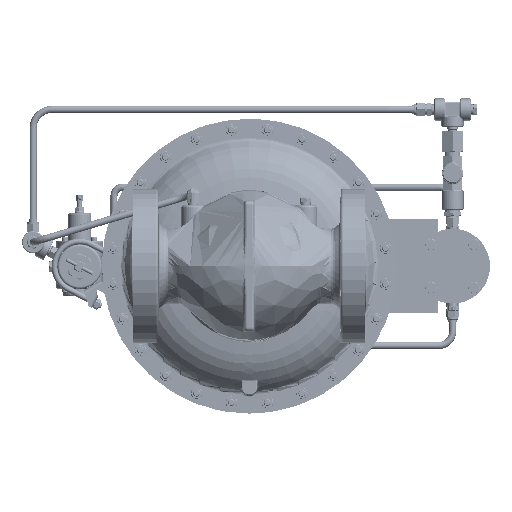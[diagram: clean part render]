
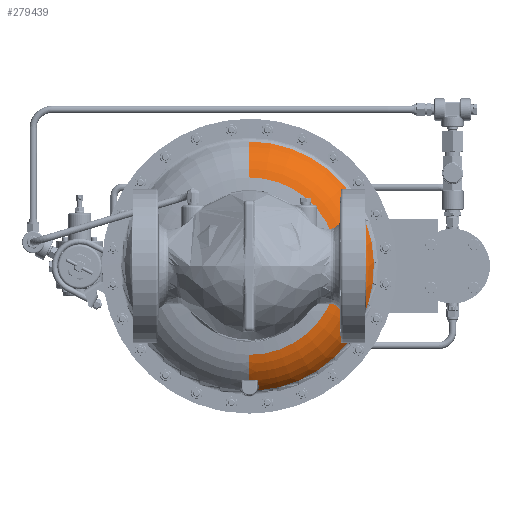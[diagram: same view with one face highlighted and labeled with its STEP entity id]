
A CAD part, front view. The second image highlights one B-rep face of the part: STEP entity #279439.
In plain terms, the highlighted toroidal (fillet/blend) face has major radius 106.491 mm and minor radius 71.438 mm.
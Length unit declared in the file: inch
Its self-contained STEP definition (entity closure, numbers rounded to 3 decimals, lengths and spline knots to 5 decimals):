
#2326 = ORIENTED_EDGE ( 'NONE', *, *, #353759, .F. ) ;
#7102 = CARTESIAN_POINT ( 'NONE',  ( 0.48296, 12.94302, -6.19006 ) ) ;
#10432 = CARTESIAN_POINT ( 'NONE',  ( 0.46216, 12.87763, -6.12582 ) ) ;
#13128 = CARTESIAN_POINT ( 'NONE',  ( 0.48296, 12.94302, -6.19006 ) ) ;
#21084 = ORIENTED_EDGE ( 'NONE', *, *, #381073, .T. ) ;
#30959 = CARTESIAN_POINT ( 'NONE',  ( 0., 12.14467, 0. ) ) ;
#31485 = CARTESIAN_POINT ( 'NONE',  ( 0., 14.90381, 4.19257 ) ) ;
#33069 = VERTEX_POINT ( 'NONE', #78869 ) ;
#38508 = VERTEX_POINT ( 'NONE', #82852 ) ;
#42584 = EDGE_CURVE ( 'NONE', #242216, #38508, #205664, .T. ) ;
#65199 = VERTEX_POINT ( 'NONE', #152139 ) ;
#66252 = DIRECTION ( 'NONE',  ( 0., 0., -1. ) ) ;
#74166 = VERTEX_POINT ( 'NONE', #353420 ) ;
#75922 = CARTESIAN_POINT ( 'NONE',  ( 0.44104, 12.85516, -6.10364 ) ) ;
#77335 = CARTESIAN_POINT ( 'NONE',  ( 0.40488, 12.83332, -6.0826 ) ) ;
#78869 = CARTESIAN_POINT ( 'NONE',  ( 0., 12.14467, -4.73785 ) ) ;
#82852 = CARTESIAN_POINT ( 'NONE',  ( 0.49359, 13.25135, -6.44957 ) ) ;
#88465 = DIRECTION ( 'NONE',  ( 0., -1., 0. ) ) ;
#104196 = DIRECTION ( 'NONE',  ( 0., 0., 1. ) ) ;
#106577 = CARTESIAN_POINT ( 'NONE',  ( 0.48249, 12.92939, -6.1768 ) ) ;
#107997 = CARTESIAN_POINT ( 'NONE',  ( 0.35904, 12.825, -6.07637 ) ) ;
#108025 = TOROIDAL_SURFACE ( 'NONE', #335531, 4.19257, 2.8125 ) ;
#113555 = CARTESIAN_POINT ( 'NONE',  ( 0.49524, 13.29884, -6.48403 ) ) ;
#116912 = EDGE_CURVE ( 'NONE', #129080, #331470, #244000, .T. ) ;
#121306 = EDGE_LOOP ( 'NONE', ( #281611, #262505, #306558, #2326, #342639, #122549, #21084, #381305, #218796 ) ) ;
#122549 = ORIENTED_EDGE ( 'NONE', *, *, #364554, .T. ) ;
#123274 = CIRCLE ( 'NONE', #283357, 6.65423 ) ;
#126225 = EDGE_CURVE ( 'NONE', #65199, #331470, #295744, .T. ) ;
#129080 = VERTEX_POINT ( 'NONE', #229968 ) ;
#129721 = DIRECTION ( 'NONE',  ( 0., 0., -1. ) ) ;
#132988 = DIRECTION ( 'NONE',  ( 1., 0., 0. ) ) ;
#137207 = CARTESIAN_POINT ( 'NONE',  ( 0.44687, 12.86058, -6.10898 ) ) ;
#139960 = CARTESIAN_POINT ( 'NONE',  ( 0.36861, 12.825, -6.0758 ) ) ;
#141319 = CIRCLE ( 'NONE', #378800, 4.73785 ) ;
#152139 = CARTESIAN_POINT ( 'NONE',  ( 0., 13.54351, 6.65423 ) ) ;
#154018 = AXIS2_PLACEMENT_3D ( 'NONE', #229522, #165609, #386701 ) ;
#161746 = AXIS2_PLACEMENT_3D ( 'NONE', #30959, #321536, #129721 ) ;
#165609 = DIRECTION ( 'NONE',  ( -1., 0., 0. ) ) ;
#168583 = EDGE_CURVE ( 'NONE', #74166, #65199, #123274, .T. ) ;
#169373 = B_SPLINE_CURVE_WITH_KNOTS ( 'NONE', 3,
 ( #107997, #139960, #203822, #173249, #77335, #266302, #365084, #75922, #137207, #10432, #392912, #395713, #106577, #205201 ),
 .UNSPECIFIED., .F., .F.,
 ( 4, 2, 2, 2, 2, 2, 4 ),
 ( 0., 0.00072, 0.00144, 0.00216, 0.00288, 0.00431, 0.00575 ),
 .UNSPECIFIED. ) ;
#173249 = CARTESIAN_POINT ( 'NONE',  ( 0.39625, 12.83026, -6.07983 ) ) ;
#173652 = DIRECTION ( 'NONE',  ( 0., -1., 0. ) ) ;
#180119 = CARTESIAN_POINT ( 'NONE',  ( 0.49286, 13.3469, -6.51694 ) ) ;
#192515 = FACE_OUTER_BOUND ( 'NONE', #121306, .T. ) ;
#203822 = CARTESIAN_POINT ( 'NONE',  ( 0.37797, 12.82608, -6.07641 ) ) ;
#205201 = CARTESIAN_POINT ( 'NONE',  ( 0.48296, 12.94302, -6.19006 ) ) ;
#205664 = B_SPLINE_CURVE_WITH_KNOTS ( 'NONE', 3,
 ( #7102, #292236, #229615, #358902, #260171, #293608 ),
 .UNSPECIFIED., .F., .F.,
 ( 4, 2, 4 ),
 ( 0., 0.00513, 0.01025 ),
 .UNSPECIFIED. ) ;
#213013 = EDGE_CURVE ( 'NONE', #397862, #33069, #380922, .T. ) ;
#213547 = CARTESIAN_POINT ( 'NONE',  ( 0., 14.90381, 0. ) ) ;
#215406 = CARTESIAN_POINT ( 'NONE',  ( 0., 12.825, -6.08697 ) ) ;
#218796 = ORIENTED_EDGE ( 'NONE', *, *, #333990, .T. ) ;
#228345 = VERTEX_POINT ( 'NONE', #250056 ) ;
#229522 = CARTESIAN_POINT ( 'NONE',  ( 0., 14.90381, -4.19257 ) ) ;
#229615 = CARTESIAN_POINT ( 'NONE',  ( 0.48633, 13.04115, -6.28214 ) ) ;
#229968 = CARTESIAN_POINT ( 'NONE',  ( 4.73785, 12.14467, 0. ) ) ;
#239606 = DIRECTION ( 'NONE',  ( 0., 0., 1. ) ) ;
#242216 = VERTEX_POINT ( 'NONE', #13128 ) ;
#244000 = CIRCLE ( 'NONE', #161746, 4.73785 ) ;
#250056 = CARTESIAN_POINT ( 'NONE',  ( 0.35904, 12.825, -6.07637 ) ) ;
#251050 = DIRECTION ( 'NONE',  ( 0., 0., -1. ) ) ;
#260171 = CARTESIAN_POINT ( 'NONE',  ( 0.49171, 13.19691, -6.41007 ) ) ;
#262505 = ORIENTED_EDGE ( 'NONE', *, *, #126225, .T. ) ;
#266302 = CARTESIAN_POINT ( 'NONE',  ( 0.42081, 12.84087, -6.08973 ) ) ;
#276011 = CARTESIAN_POINT ( 'NONE',  ( 0.47321, 13.49356, -6.60972 ) ) ;
#279439 = ADVANCED_FACE ( 'NONE', ( #192515 ), #108025, .T. ) ;
#281611 = ORIENTED_EDGE ( 'NONE', *, *, #168583, .T. ) ;
#283357 = AXIS2_PLACEMENT_3D ( 'NONE', #294609, #173652, #104196 ) ;
#284545 = AXIS2_PLACEMENT_3D ( 'NONE', #363425, #334211, #239606 ) ;
#290584 = CARTESIAN_POINT ( 'NONE',  ( 0., 12.14467, 4.73785 ) ) ;
#292236 = CARTESIAN_POINT ( 'NONE',  ( 0.48461, 12.99124, -6.23697 ) ) ;
#293608 = CARTESIAN_POINT ( 'NONE',  ( 0.49359, 13.25135, -6.44957 ) ) ;
#294609 = CARTESIAN_POINT ( 'NONE',  ( 0., 13.54351, 0. ) ) ;
#295665 = CARTESIAN_POINT ( 'NONE',  ( 0.49359, 13.25135, -6.44957 ) ) ;
#295744 = CIRCLE ( 'NONE', #379055, 2.8125 ) ;
#306558 = ORIENTED_EDGE ( 'NONE', *, *, #116912, .F. ) ;
#310938 = CARTESIAN_POINT ( 'NONE',  ( 0., 12.14467, 0. ) ) ;
#321536 = DIRECTION ( 'NONE',  ( 0., -1., 0. ) ) ;
#323885 = B_SPLINE_CURVE_WITH_KNOTS ( 'NONE', 3,
 ( #295665, #113555, #180119, #403978, #276011, #402612 ),
 .UNSPECIFIED., .F., .F.,
 ( 4, 2, 4 ),
 ( 0., 0.00443, 0.00887 ),
 .UNSPECIFIED. ) ;
#331470 = VERTEX_POINT ( 'NONE', #290584 ) ;
#333990 = EDGE_CURVE ( 'NONE', #38508, #74166, #323885, .T. ) ;
#334211 = DIRECTION ( 'NONE',  ( 0., -1., 0. ) ) ;
#335531 = AXIS2_PLACEMENT_3D ( 'NONE', #213547, #88465, #374753 ) ;
#341551 = DIRECTION ( 'NONE',  ( 0., -1., 0. ) ) ;
#342639 = ORIENTED_EDGE ( 'NONE', *, *, #213013, .F. ) ;
#353420 = CARTESIAN_POINT ( 'NONE',  ( 0.46185, 13.54351, -6.63818 ) ) ;
#353759 = EDGE_CURVE ( 'NONE', #33069, #129080, #141319, .T. ) ;
#358902 = CARTESIAN_POINT ( 'NONE',  ( 0.48988, 13.14398, -6.36868 ) ) ;
#363425 = CARTESIAN_POINT ( 'NONE',  ( 0., 12.825, 0. ) ) ;
#364554 = EDGE_CURVE ( 'NONE', #397862, #228345, #376829, .T. ) ;
#365084 = CARTESIAN_POINT ( 'NONE',  ( 0.42808, 12.84536, -6.09407 ) ) ;
#374753 = DIRECTION ( 'NONE',  ( 0., 0., -1. ) ) ;
#376829 = CIRCLE ( 'NONE', #284545, 6.08697 ) ;
#378800 = AXIS2_PLACEMENT_3D ( 'NONE', #310938, #341551, #251050 ) ;
#379055 = AXIS2_PLACEMENT_3D ( 'NONE', #31485, #132988, #66252 ) ;
#380922 = CIRCLE ( 'NONE', #154018, 2.8125 ) ;
#381073 = EDGE_CURVE ( 'NONE', #228345, #242216, #169373, .T. ) ;
#381305 = ORIENTED_EDGE ( 'NONE', *, *, #42584, .T. ) ;
#386701 = DIRECTION ( 'NONE',  ( 0., 0., 1. ) ) ;
#392912 = CARTESIAN_POINT ( 'NONE',  ( 0.46954, 12.88998, -6.13806 ) ) ;
#395713 = CARTESIAN_POINT ( 'NONE',  ( 0.47978, 12.91605, -6.16374 ) ) ;
#397862 = VERTEX_POINT ( 'NONE', #215406 ) ;
#402612 = CARTESIAN_POINT ( 'NONE',  ( 0.46185, 13.54351, -6.63818 ) ) ;
#403978 = CARTESIAN_POINT ( 'NONE',  ( 0.48185, 13.44426, -6.57979 ) ) ;
